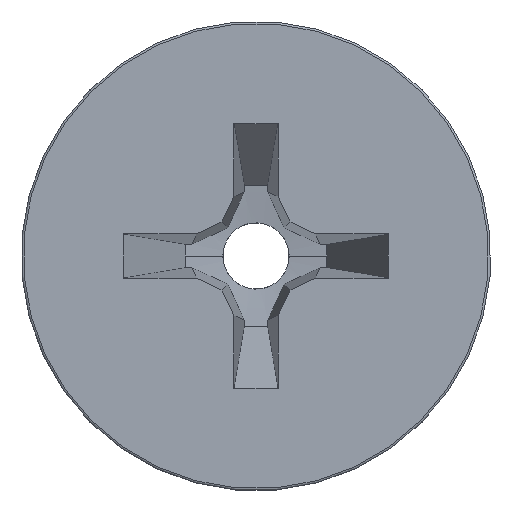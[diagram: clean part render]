
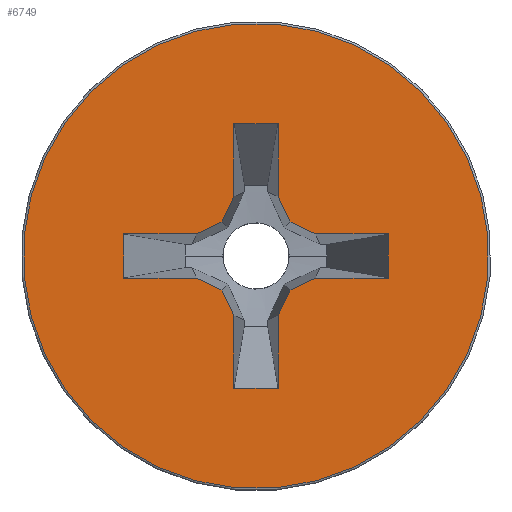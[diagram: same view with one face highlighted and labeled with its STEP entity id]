
A CAD part, left-side view. The second image highlights one B-rep face of the part: STEP entity #6749.
In plain terms, the highlighted planar face has unit normal (-1, 0, 0).
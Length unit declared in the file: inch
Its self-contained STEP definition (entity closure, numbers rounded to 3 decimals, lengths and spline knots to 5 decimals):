
#3171=CARTESIAN_POINT('',(0.,0.,0.));
#3172=DIRECTION('',(-1.,0.,0.));
#3173=DIRECTION('',(0.,1.,0.));
#3174=AXIS2_PLACEMENT_3D('',#3171,#3172,#3173);
#3176=CARTESIAN_POINT('',(0.,0.,0.));
#3177=DIRECTION('',(1.,0.,0.));
#3178=DIRECTION('',(0.,1.,0.));
#3179=AXIS2_PLACEMENT_3D('',#3176,#3177,#3178);
#3181=DIRECTION('',(0.,-0.707,-0.707));
#3182=VECTOR('',#3181,0.028);
#3183=CARTESIAN_POINT('',(0.,0.0693,-0.0495));
#3184=LINE('',#3183,#3182);
#3185=DIRECTION('',(0.,0.707,-0.707));
#3186=VECTOR('',#3185,0.04624);
#3187=CARTESIAN_POINT('',(0.,0.0168,-0.0366));
#3188=LINE('',#3187,#3186);
#3189=DIRECTION('',(0.,0.94,-0.342));
#3190=VECTOR('',#3189,0.01788);
#3191=CARTESIAN_POINT('',(0.,0.,-0.03048));
#3192=LINE('',#3191,#3190);
#3193=DIRECTION('',(0.,0.94,0.342));
#3194=VECTOR('',#3193,0.01788);
#3195=CARTESIAN_POINT('',(0.,-0.0168,-0.0366));
#3196=LINE('',#3195,#3194);
#3197=DIRECTION('',(0.,-0.707,-0.707));
#3198=VECTOR('',#3197,0.04624);
#3199=CARTESIAN_POINT('',(0.,-0.0168,-0.0366));
#3200=LINE('',#3199,#3198);
#3201=DIRECTION('',(0.,0.707,-0.707));
#3202=VECTOR('',#3201,0.028);
#3203=CARTESIAN_POINT('',(0.,-0.0693,-0.0495));
#3204=LINE('',#3203,#3202);
#3205=DIRECTION('',(0.,-0.707,-0.707));
#3206=VECTOR('',#3205,0.04624);
#3207=CARTESIAN_POINT('',(0.,-0.0366,-0.0168));
#3208=LINE('',#3207,#3206);
#3209=DIRECTION('',(0.,-0.342,-0.94));
#3210=VECTOR('',#3209,0.01788);
#3211=CARTESIAN_POINT('',(0.,-0.03048,0.));
#3212=LINE('',#3211,#3210);
#3213=DIRECTION('',(0.,0.342,-0.94));
#3214=VECTOR('',#3213,0.01788);
#3215=CARTESIAN_POINT('',(0.,-0.0366,0.0168));
#3216=LINE('',#3215,#3214);
#3217=DIRECTION('',(0.,0.707,-0.707));
#3218=VECTOR('',#3217,0.04624);
#3219=CARTESIAN_POINT('',(0.,-0.0693,0.0495));
#3220=LINE('',#3219,#3218);
#3221=DIRECTION('',(0.,-0.707,-0.707));
#3222=VECTOR('',#3221,0.028);
#3223=CARTESIAN_POINT('',(0.,-0.0495,0.0693));
#3224=LINE('',#3223,#3222);
#3225=DIRECTION('',(0.,0.707,-0.707));
#3226=VECTOR('',#3225,0.04624);
#3227=CARTESIAN_POINT('',(0.,-0.0495,0.0693));
#3228=LINE('',#3227,#3226);
#3229=DIRECTION('',(0.,-0.94,0.342));
#3230=VECTOR('',#3229,0.01788);
#3231=CARTESIAN_POINT('',(0.,0.,0.03048));
#3232=LINE('',#3231,#3230);
#3233=DIRECTION('',(0.,-0.94,-0.342));
#3234=VECTOR('',#3233,0.01788);
#3235=CARTESIAN_POINT('',(0.,0.0168,0.0366));
#3236=LINE('',#3235,#3234);
#3237=DIRECTION('',(0.,-0.707,-0.707));
#3238=VECTOR('',#3237,0.04624);
#3239=CARTESIAN_POINT('',(0.,0.0495,0.0693));
#3240=LINE('',#3239,#3238);
#3241=DIRECTION('',(0.,0.707,-0.707));
#3242=VECTOR('',#3241,0.028);
#3243=CARTESIAN_POINT('',(0.,0.0495,0.0693));
#3244=LINE('',#3243,#3242);
#3245=DIRECTION('',(0.,-0.707,-0.707));
#3246=VECTOR('',#3245,0.04624);
#3247=CARTESIAN_POINT('',(0.,0.0693,0.0495));
#3248=LINE('',#3247,#3246);
#3249=DIRECTION('',(0.,0.342,0.94));
#3250=VECTOR('',#3249,0.01788);
#3251=CARTESIAN_POINT('',(0.,0.03048,0.));
#3252=LINE('',#3251,#3250);
#3253=DIRECTION('',(0.,-0.342,0.94));
#3254=VECTOR('',#3253,0.01788);
#3255=CARTESIAN_POINT('',(0.,0.0366,-0.0168));
#3256=LINE('',#3255,#3254);
#3257=DIRECTION('',(0.,0.707,-0.707));
#3258=VECTOR('',#3257,0.04624);
#3259=CARTESIAN_POINT('',(0.,0.0366,-0.0168));
#3260=LINE('',#3259,#3258);
#3848=CARTESIAN_POINT('',(0.,0.0693,-0.0495));
#3849=CARTESIAN_POINT('',(0.,0.0495,-0.0693));
#3850=VERTEX_POINT('',#3848);
#3851=VERTEX_POINT('',#3849);
#3852=CARTESIAN_POINT('',(0.,0.0366,-0.0168));
#3853=VERTEX_POINT('',#3852);
#3854=CARTESIAN_POINT('',(0.,0.03048,0.));
#3855=VERTEX_POINT('',#3854);
#3856=CARTESIAN_POINT('',(0.,0.0366,0.0168));
#3857=VERTEX_POINT('',#3856);
#3858=CARTESIAN_POINT('',(0.,0.0693,0.0495));
#3859=VERTEX_POINT('',#3858);
#3860=CARTESIAN_POINT('',(0.,0.0495,0.0693));
#3861=VERTEX_POINT('',#3860);
#3862=CARTESIAN_POINT('',(0.,0.0168,0.0366));
#3863=VERTEX_POINT('',#3862);
#3864=CARTESIAN_POINT('',(0.,0.,0.03048));
#3865=VERTEX_POINT('',#3864);
#3866=CARTESIAN_POINT('',(0.,-0.0168,0.0366));
#3867=VERTEX_POINT('',#3866);
#3868=CARTESIAN_POINT('',(0.,-0.0495,0.0693));
#3869=VERTEX_POINT('',#3868);
#3870=CARTESIAN_POINT('',(0.,-0.0693,0.0495));
#3871=VERTEX_POINT('',#3870);
#3872=CARTESIAN_POINT('',(0.,-0.0366,0.0168));
#3873=VERTEX_POINT('',#3872);
#3874=CARTESIAN_POINT('',(0.,-0.03048,0.));
#3875=VERTEX_POINT('',#3874);
#3876=CARTESIAN_POINT('',(0.,-0.0366,-0.0168));
#3877=VERTEX_POINT('',#3876);
#3878=CARTESIAN_POINT('',(0.,-0.0693,-0.0495));
#3879=VERTEX_POINT('',#3878);
#3880=CARTESIAN_POINT('',(0.,-0.0495,-0.0693));
#3881=VERTEX_POINT('',#3880);
#3882=CARTESIAN_POINT('',(0.,-0.0168,-0.0366));
#3883=VERTEX_POINT('',#3882);
#3884=CARTESIAN_POINT('',(0.,0.,-0.03048));
#3885=VERTEX_POINT('',#3884);
#3886=CARTESIAN_POINT('',(0.,0.0168,-0.0366));
#3887=VERTEX_POINT('',#3886);
#3928=CARTESIAN_POINT('',(0.,0.14763,0.));
#3929=VERTEX_POINT('',#3928);
#3930=CARTESIAN_POINT('',(0.,-0.14763,0.));
#3931=VERTEX_POINT('',#3930);
#6698=CARTESIAN_POINT('',(0.,0.,0.));
#6699=DIRECTION('',(1.,0.,0.));
#6700=DIRECTION('',(0.,-1.,0.));
#6701=AXIS2_PLACEMENT_3D('',#6698,#6699,#6700);
#6702=PLANE('',#6701);
#6703=ORIENTED_EDGE('',*,*,#6691,.F.);
#6704=ORIENTED_EDGE('',*,*,#6680,.T.);
#6705=EDGE_LOOP('',(#6703,#6704));
#6706=FACE_OUTER_BOUND('',#6705,.F.);
#6708=ORIENTED_EDGE('',*,*,#6707,.T.);
#6710=ORIENTED_EDGE('',*,*,#6709,.F.);
#6712=ORIENTED_EDGE('',*,*,#6711,.F.);
#6714=ORIENTED_EDGE('',*,*,#6713,.F.);
#6716=ORIENTED_EDGE('',*,*,#6715,.T.);
#6718=ORIENTED_EDGE('',*,*,#6717,.F.);
#6720=ORIENTED_EDGE('',*,*,#6719,.F.);
#6722=ORIENTED_EDGE('',*,*,#6721,.F.);
#6724=ORIENTED_EDGE('',*,*,#6723,.F.);
#6726=ORIENTED_EDGE('',*,*,#6725,.F.);
#6728=ORIENTED_EDGE('',*,*,#6727,.F.);
#6730=ORIENTED_EDGE('',*,*,#6729,.T.);
#6732=ORIENTED_EDGE('',*,*,#6731,.F.);
#6734=ORIENTED_EDGE('',*,*,#6733,.F.);
#6736=ORIENTED_EDGE('',*,*,#6735,.F.);
#6738=ORIENTED_EDGE('',*,*,#6737,.T.);
#6740=ORIENTED_EDGE('',*,*,#6739,.T.);
#6742=ORIENTED_EDGE('',*,*,#6741,.F.);
#6744=ORIENTED_EDGE('',*,*,#6743,.F.);
#6746=ORIENTED_EDGE('',*,*,#6745,.T.);
#6747=EDGE_LOOP('',(#6708,#6710,#6712,#6714,#6716,#6718,#6720,#6722,#6724,#6726,
#6728,#6730,#6732,#6734,#6736,#6738,#6740,#6742,#6744,#6746));
#6748=FACE_BOUND('',#6747,.F.);
#3175=CIRCLE('',#3174,0.14763);
#3180=CIRCLE('',#3179,0.14763);
#6680=EDGE_CURVE('',#3929,#3931,#3180,.T.);
#6691=EDGE_CURVE('',#3929,#3931,#3175,.T.);
#6707=EDGE_CURVE('',#3850,#3851,#3184,.T.);
#6709=EDGE_CURVE('',#3887,#3851,#3188,.T.);
#6711=EDGE_CURVE('',#3885,#3887,#3192,.T.);
#6713=EDGE_CURVE('',#3883,#3885,#3196,.T.);
#6715=EDGE_CURVE('',#3883,#3881,#3200,.T.);
#6717=EDGE_CURVE('',#3879,#3881,#3204,.T.);
#6719=EDGE_CURVE('',#3877,#3879,#3208,.T.);
#6721=EDGE_CURVE('',#3875,#3877,#3212,.T.);
#6723=EDGE_CURVE('',#3873,#3875,#3216,.T.);
#6725=EDGE_CURVE('',#3871,#3873,#3220,.T.);
#6727=EDGE_CURVE('',#3869,#3871,#3224,.T.);
#6729=EDGE_CURVE('',#3869,#3867,#3228,.T.);
#6731=EDGE_CURVE('',#3865,#3867,#3232,.T.);
#6733=EDGE_CURVE('',#3863,#3865,#3236,.T.);
#6735=EDGE_CURVE('',#3861,#3863,#3240,.T.);
#6737=EDGE_CURVE('',#3861,#3859,#3244,.T.);
#6739=EDGE_CURVE('',#3859,#3857,#3248,.T.);
#6741=EDGE_CURVE('',#3855,#3857,#3252,.T.);
#6743=EDGE_CURVE('',#3853,#3855,#3256,.T.);
#6745=EDGE_CURVE('',#3853,#3850,#3260,.T.);
#6749=ADVANCED_FACE('',(#6706,#6748),#6702,.F.);
